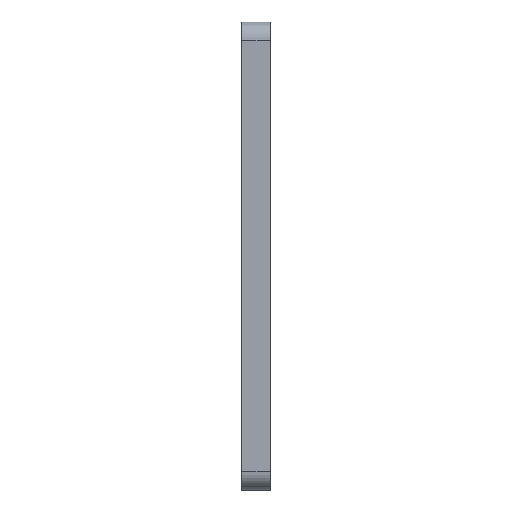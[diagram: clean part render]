
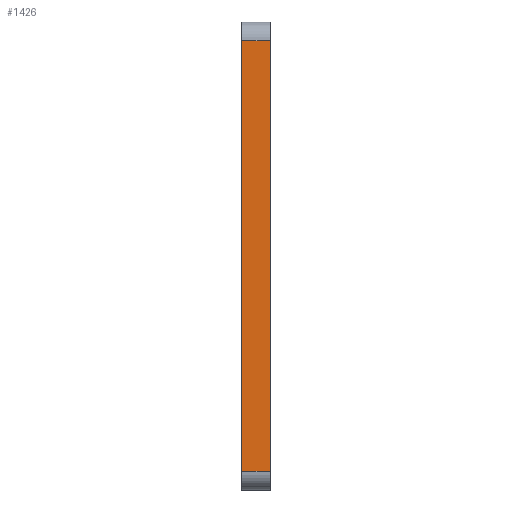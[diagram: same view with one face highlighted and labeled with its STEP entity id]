
A CAD part, left-side view. The second image highlights one B-rep face of the part: STEP entity #1426.
In plain terms, the highlighted planar face has unit normal (-1, 0, 0).
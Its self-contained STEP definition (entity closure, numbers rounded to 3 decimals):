
#53 = VECTOR ( 'NONE', #312, 1000. ) ;
#54 = DIRECTION ( 'NONE',  ( 0., 0., -1. ) ) ;
#95 = VERTEX_POINT ( 'NONE', #111 ) ;
#111 = CARTESIAN_POINT ( 'NONE',  ( -30., 3., -23. ) ) ;
#126 = VERTEX_POINT ( 'NONE', #1010 ) ;
#133 = LINE ( 'NONE', #1656, #53 ) ;
#146 = EDGE_LOOP ( 'NONE', ( #1653, #1433, #1525, #1605 ) ) ;
#147 = CARTESIAN_POINT ( 'NONE',  ( -30., 0., -25. ) ) ;
#209 = PLANE ( 'NONE',  #1513 ) ;
#240 = DIRECTION ( 'NONE',  ( 0., -1., 0. ) ) ;
#262 = LINE ( 'NONE', #1684, #1800 ) ;
#287 = VECTOR ( 'NONE', #240, 1000. ) ;
#312 = DIRECTION ( 'NONE',  ( 0., 1., 0. ) ) ;
#348 = CARTESIAN_POINT ( 'NONE',  ( -30., 0., 23. ) ) ;
#452 = DIRECTION ( 'NONE',  ( 0., 0., 1. ) ) ;
#553 = CARTESIAN_POINT ( 'NONE',  ( -30., 3., -23. ) ) ;
#738 = LINE ( 'NONE', #147, #898 ) ;
#827 = CARTESIAN_POINT ( 'NONE',  ( -30., 3., -25. ) ) ;
#898 = VECTOR ( 'NONE', #452, 1000. ) ;
#992 = LINE ( 'NONE', #553, #287 ) ;
#1010 = CARTESIAN_POINT ( 'NONE',  ( -30., 0., -23. ) ) ;
#1077 = EDGE_CURVE ( 'NONE', #1826, #1352, #133, .T. ) ;
#1164 = CARTESIAN_POINT ( 'NONE',  ( -30., 3., 23. ) ) ;
#1209 = DIRECTION ( 'NONE',  ( 0., 0., 1. ) ) ;
#1295 = EDGE_CURVE ( 'NONE', #95, #126, #992, .T. ) ;
#1352 = VERTEX_POINT ( 'NONE', #1164 ) ;
#1426 = ADVANCED_FACE ( 'NONE', ( #1593 ), #209, .F. ) ;
#1433 = ORIENTED_EDGE ( 'NONE', *, *, #1295, .T. ) ;
#1441 = DIRECTION ( 'NONE',  ( 1., 0., 0. ) ) ;
#1455 = EDGE_CURVE ( 'NONE', #126, #1826, #738, .T. ) ;
#1491 = EDGE_CURVE ( 'NONE', #95, #1352, #262, .T. ) ;
#1513 = AXIS2_PLACEMENT_3D ( 'NONE', #827, #1441, #54 ) ;
#1525 = ORIENTED_EDGE ( 'NONE', *, *, #1455, .T. ) ;
#1593 = FACE_OUTER_BOUND ( 'NONE', #146, .T. ) ;
#1605 = ORIENTED_EDGE ( 'NONE', *, *, #1077, .T. ) ;
#1653 = ORIENTED_EDGE ( 'NONE', *, *, #1491, .F. ) ;
#1656 = CARTESIAN_POINT ( 'NONE',  ( -30., 3., 23. ) ) ;
#1684 = CARTESIAN_POINT ( 'NONE',  ( -30., 3., -25. ) ) ;
#1800 = VECTOR ( 'NONE', #1209, 1000. ) ;
#1826 = VERTEX_POINT ( 'NONE', #348 ) ;
